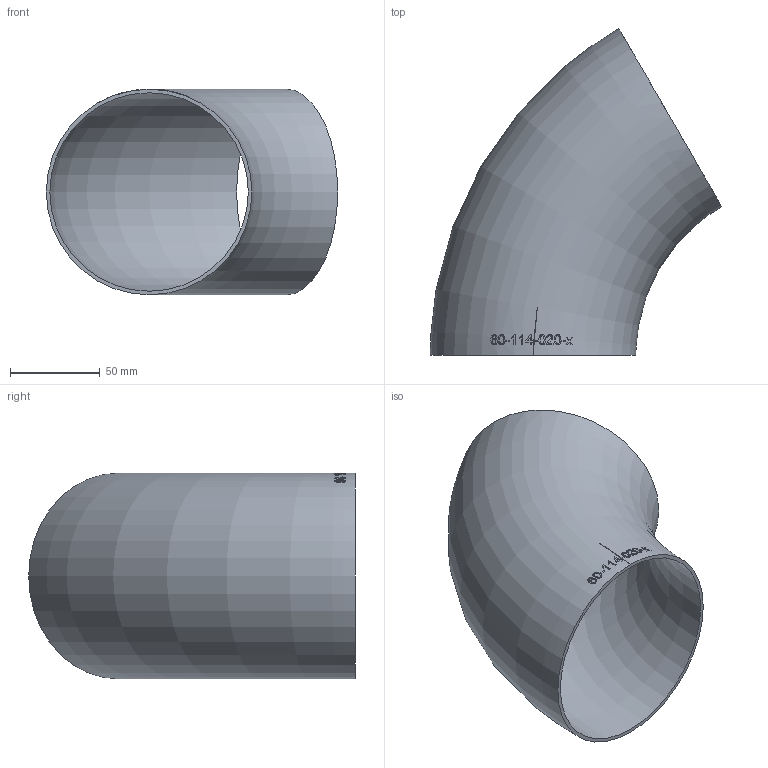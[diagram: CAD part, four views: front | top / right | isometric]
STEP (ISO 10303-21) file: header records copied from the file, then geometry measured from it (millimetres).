
FILE_DESCRIPTION (( 'STEP AP214' ), '1' );
FILE_NAME ('60-114-020-x Bogen 2004.STEP', '2020-04-22T09:16:28', ( '' ), ( '' ), 'SwSTEP 2.0', 'SolidWorks 2019', '' );
FILE_SCHEMA (( 'AUTOMOTIVE_DESIGN' ));
Length unit declared in the file: millimetre
Products named in the file (1): 60-114-020-x Bogen 2004
Bounding box: 161.97 x 181.56 x 114.3 mm (x, y, z)
Volume: 112680.4 mm3; surface area: 114102.6 mm2
Topology: 1 solids, 1 shells, 135 faces, 349 edges, 233 vertices
Faces by surface type: bspline 114, torus 19, plane 2
Entity records: 19869 total; most frequent: CARTESIAN_POINT 16169, ORIENTED_EDGE 692, EDGE_CURVE 346, B_SPLINE_CURVE_WITH_KNOTS 342, VERTEX_POINT 232, EDGE_LOOP 156, FACE_OUTER_BOUND 137, ADVANCED_FACE 135
